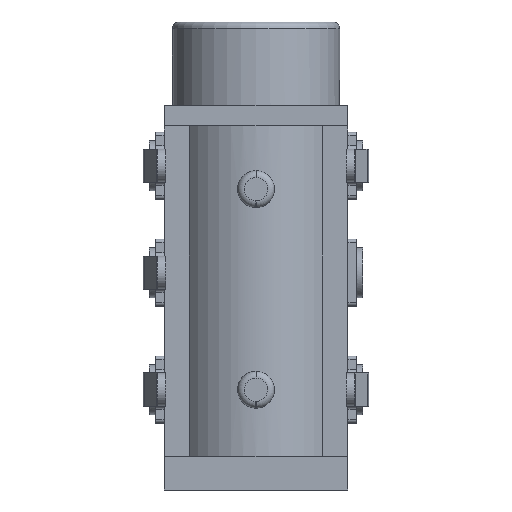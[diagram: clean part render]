
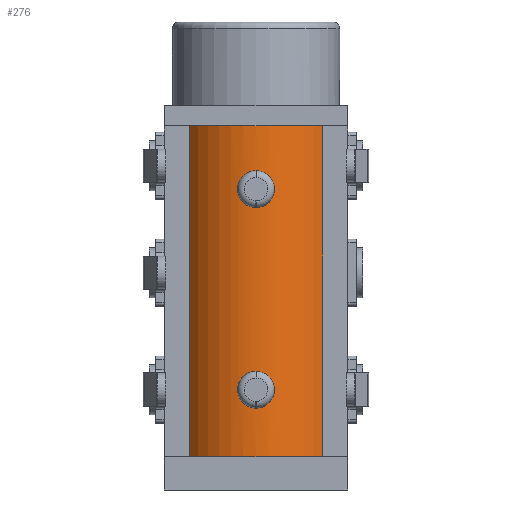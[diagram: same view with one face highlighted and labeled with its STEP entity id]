
A CAD part, front view. The second image highlights one B-rep face of the part: STEP entity #276.
In plain terms, the highlighted cylindrical face has radius 2.5 mm (diameter 5 mm), a partial arc.
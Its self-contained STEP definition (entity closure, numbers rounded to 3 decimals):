
#276=ADVANCED_FACE('',(#1358,#1359,#1360),#1361,.T.);
#1358=FACE_OUTER_BOUND('',#3044,.T.);
#1359=FACE_BOUND('',#3045,.T.);
#1360=FACE_BOUND('',#3046,.T.);
#1361=CYLINDRICAL_SURFACE('',#3047,2.5);
#3044=EDGE_LOOP('',(#6724,#6725,#6726,#6727,#6728,#6729));
#3045=EDGE_LOOP('',(#6730,#6731));
#3046=EDGE_LOOP('',(#6732,#6733));
#3047=AXIS2_PLACEMENT_3D('',#6734,#6735,#6736);
#6724=ORIENTED_EDGE('',*,*,#12676,.T.);
#6725=ORIENTED_EDGE('',*,*,#12428,.T.);
#6726=ORIENTED_EDGE('',*,*,#12673,.F.);
#6727=ORIENTED_EDGE('',*,*,#12674,.F.);
#6728=ORIENTED_EDGE('',*,*,#12670,.F.);
#6729=ORIENTED_EDGE('',*,*,#12677,.T.);
#6730=ORIENTED_EDGE('',*,*,#11615,.F.);
#6731=ORIENTED_EDGE('',*,*,#12678,.F.);
#6732=ORIENTED_EDGE('',*,*,#12679,.F.);
#6733=ORIENTED_EDGE('',*,*,#12680,.F.);
#6734=CARTESIAN_POINT('',(0.0,0.0,-0.6));
#6735=DIRECTION('',(0.0,0.0,-1.0));
#6736=DIRECTION('',(1.0,0.0,0.0));
#11615=EDGE_CURVE('',#14109,#14111,#14112,.T.);
#12428=EDGE_CURVE('',#15616,#15614,#15617,.T.);
#12670=EDGE_CURVE('',#16004,#16006,#16007,.T.);
#12673=EDGE_CURVE('',#16009,#15614,#16011,.T.);
#12674=EDGE_CURVE('',#16006,#16009,#16012,.T.);
#12676=EDGE_CURVE('',#16014,#15616,#16015,.T.);
#12677=EDGE_CURVE('',#16004,#16014,#16016,.T.);
#12678=EDGE_CURVE('',#14111,#14109,#16017,.T.);
#12679=EDGE_CURVE('',#16018,#16019,#16020,.T.);
#12680=EDGE_CURVE('',#16019,#16018,#16021,.T.);
#14109=VERTEX_POINT('',#18170);
#14111=VERTEX_POINT('',#18173);
#14112=B_SPLINE_CURVE_WITH_KNOTS('',3,(#18174,#18175,#18176,#18177,#18178,#18179,#18180,#18181,#18182,#18183,#18184,#18185,#18186,#18187,#18188,#18189,#18190,#18191),.UNSPECIFIED.,.F.,.F.,(4,1,1,1,1,1,1,1,1,1,1,1,1,1,1,4),(0.0,0.067,0.133,0.2,0.267,0.333,0.4,0.467,0.533,0.6,0.667,0.733,0.8,0.867,0.933,1.0),.UNSPECIFIED.);
#15614=VERTEX_POINT('',#20432);
#15616=VERTEX_POINT('',#20435);
#15617=LINE('',#20436,#20437);
#16004=VERTEX_POINT('',#21004);
#16006=VERTEX_POINT('',#21007);
#16007=LINE('',#21008,#21009);
#16009=VERTEX_POINT('',#21012);
#16011=CIRCLE('',#21015,2.5);
#16012=CIRCLE('',#21016,2.5);
#16014=VERTEX_POINT('',#21019);
#16015=CIRCLE('',#21020,2.5);
#16016=CIRCLE('',#21021,2.5);
#16017=B_SPLINE_CURVE_WITH_KNOTS('',3,(#21022,#21023,#21024,#21025,#21026,#21027,#21028,#21029,#21030,#21031,#21032,#21033,#21034,#21035,#21036,#21037,#21038,#21039),.UNSPECIFIED.,.F.,.F.,(4,1,1,1,1,1,1,1,1,1,1,1,1,1,1,4),(0.0,0.067,0.133,0.2,0.267,0.333,0.4,0.467,0.533,0.6,0.667,0.733,0.8,0.867,0.933,1.0),.UNSPECIFIED.);
#16018=VERTEX_POINT('',#21040);
#16019=VERTEX_POINT('',#21041);
#16020=B_SPLINE_CURVE_WITH_KNOTS('',3,(#21042,#21043,#21044,#21045,#21046,#21047,#21048,#21049,#21050,#21051,#21052,#21053,#21054,#21055,#21056,#21057,#21058,#21059),.UNSPECIFIED.,.F.,.F.,(4,1,1,1,1,1,1,1,1,1,1,1,1,1,1,4),(0.0,0.067,0.133,0.2,0.267,0.333,0.4,0.467,0.533,0.6,0.667,0.733,0.8,0.867,0.933,1.0),.UNSPECIFIED.);
#16021=B_SPLINE_CURVE_WITH_KNOTS('',3,(#21060,#21061,#21062,#21063,#21064,#21065,#21066,#21067,#21068,#21069,#21070,#21071,#21072,#21073,#21074,#21075,#21076,#21077),.UNSPECIFIED.,.F.,.F.,(4,1,1,1,1,1,1,1,1,1,1,1,1,1,1,4),(0.0,0.067,0.133,0.2,0.267,0.333,0.4,0.467,0.533,0.6,0.667,0.733,0.8,0.867,0.933,1.0),.UNSPECIFIED.);
#18170=CARTESIAN_POINT('',(0.0,-2.5,-3.05));
#18173=CARTESIAN_POINT('',(0.0,-2.5,-1.95));
#18174=CARTESIAN_POINT('',(0.0,-2.5,-3.05));
#18175=CARTESIAN_POINT('',(0.039,-2.5,-3.05));
#18176=CARTESIAN_POINT('',(0.115,-2.498,-3.042));
#18177=CARTESIAN_POINT('',(0.225,-2.491,-3.006));
#18178=CARTESIAN_POINT('',(0.326,-2.479,-2.948));
#18179=CARTESIAN_POINT('',(0.411,-2.466,-2.871));
#18180=CARTESIAN_POINT('',(0.48,-2.454,-2.777));
#18181=CARTESIAN_POINT('',(0.527,-2.444,-2.672));
#18182=CARTESIAN_POINT('',(0.551,-2.439,-2.558));
#18183=CARTESIAN_POINT('',(0.551,-2.439,-2.442));
#18184=CARTESIAN_POINT('',(0.527,-2.444,-2.328));
#18185=CARTESIAN_POINT('',(0.479,-2.454,-2.222));
#18186=CARTESIAN_POINT('',(0.411,-2.466,-2.128));
#18187=CARTESIAN_POINT('',(0.325,-2.479,-2.052));
#18188=CARTESIAN_POINT('',(0.225,-2.491,-1.994));
#18189=CARTESIAN_POINT('',(0.115,-2.498,-1.958));
#18190=CARTESIAN_POINT('',(0.039,-2.5,-1.95));
#18191=CARTESIAN_POINT('',(0.0,-2.5,-1.95));
#20432=CARTESIAN_POINT('',(-2.0,-1.5,-10.5));
#20435=CARTESIAN_POINT('',(-2.0,-1.5,-0.6));
#20436=CARTESIAN_POINT('',(-2.0,-1.5,-0.6));
#20437=VECTOR('',#25135,9.9);
#21004=CARTESIAN_POINT('',(2.0,-1.5,-0.6));
#21007=CARTESIAN_POINT('',(2.0,-1.5,-10.5));
#21008=CARTESIAN_POINT('',(2.0,-1.5,-0.6));
#21009=VECTOR('',#25497,9.9);
#21012=CARTESIAN_POINT('',(0.0,-2.5,-10.5));
#21015=AXIS2_PLACEMENT_3D('',#25500,#25501,#25502);
#21016=AXIS2_PLACEMENT_3D('',#25503,#25504,#25505);
#21019=CARTESIAN_POINT('',(0.0,-2.5,-0.6));
#21020=AXIS2_PLACEMENT_3D('',#25507,#25508,#25509);
#21021=AXIS2_PLACEMENT_3D('',#25510,#25511,#25512);
#21022=CARTESIAN_POINT('',(0.0,-2.5,-1.95));
#21023=CARTESIAN_POINT('',(-0.039,-2.5,-1.95));
#21024=CARTESIAN_POINT('',(-0.115,-2.498,-1.958));
#21025=CARTESIAN_POINT('',(-0.225,-2.491,-1.994));
#21026=CARTESIAN_POINT('',(-0.326,-2.479,-2.052));
#21027=CARTESIAN_POINT('',(-0.411,-2.466,-2.129));
#21028=CARTESIAN_POINT('',(-0.48,-2.454,-2.223));
#21029=CARTESIAN_POINT('',(-0.527,-2.444,-2.328));
#21030=CARTESIAN_POINT('',(-0.551,-2.439,-2.442));
#21031=CARTESIAN_POINT('',(-0.551,-2.439,-2.558));
#21032=CARTESIAN_POINT('',(-0.527,-2.444,-2.672));
#21033=CARTESIAN_POINT('',(-0.479,-2.454,-2.778));
#21034=CARTESIAN_POINT('',(-0.411,-2.466,-2.872));
#21035=CARTESIAN_POINT('',(-0.325,-2.479,-2.948));
#21036=CARTESIAN_POINT('',(-0.225,-2.491,-3.006));
#21037=CARTESIAN_POINT('',(-0.115,-2.498,-3.042));
#21038=CARTESIAN_POINT('',(-0.039,-2.5,-3.05));
#21039=CARTESIAN_POINT('',(0.0,-2.5,-3.05));
#21040=CARTESIAN_POINT('',(0.0,-2.5,-9.05));
#21041=CARTESIAN_POINT('',(0.0,-2.5,-7.95));
#21042=CARTESIAN_POINT('',(0.0,-2.5,-9.05));
#21043=CARTESIAN_POINT('',(0.039,-2.5,-9.05));
#21044=CARTESIAN_POINT('',(0.115,-2.498,-9.042));
#21045=CARTESIAN_POINT('',(0.225,-2.491,-9.006));
#21046=CARTESIAN_POINT('',(0.326,-2.479,-8.948));
#21047=CARTESIAN_POINT('',(0.411,-2.466,-8.871));
#21048=CARTESIAN_POINT('',(0.48,-2.454,-8.777));
#21049=CARTESIAN_POINT('',(0.527,-2.444,-8.672));
#21050=CARTESIAN_POINT('',(0.551,-2.439,-8.558));
#21051=CARTESIAN_POINT('',(0.551,-2.439,-8.442));
#21052=CARTESIAN_POINT('',(0.527,-2.444,-8.328));
#21053=CARTESIAN_POINT('',(0.479,-2.454,-8.222));
#21054=CARTESIAN_POINT('',(0.411,-2.466,-8.128));
#21055=CARTESIAN_POINT('',(0.325,-2.479,-8.052));
#21056=CARTESIAN_POINT('',(0.225,-2.491,-7.994));
#21057=CARTESIAN_POINT('',(0.115,-2.498,-7.958));
#21058=CARTESIAN_POINT('',(0.039,-2.5,-7.95));
#21059=CARTESIAN_POINT('',(0.0,-2.5,-7.95));
#21060=CARTESIAN_POINT('',(0.0,-2.5,-7.95));
#21061=CARTESIAN_POINT('',(-0.039,-2.5,-7.95));
#21062=CARTESIAN_POINT('',(-0.115,-2.498,-7.958));
#21063=CARTESIAN_POINT('',(-0.225,-2.491,-7.994));
#21064=CARTESIAN_POINT('',(-0.326,-2.479,-8.052));
#21065=CARTESIAN_POINT('',(-0.411,-2.466,-8.129));
#21066=CARTESIAN_POINT('',(-0.48,-2.454,-8.223));
#21067=CARTESIAN_POINT('',(-0.527,-2.444,-8.328));
#21068=CARTESIAN_POINT('',(-0.551,-2.439,-8.442));
#21069=CARTESIAN_POINT('',(-0.551,-2.439,-8.558));
#21070=CARTESIAN_POINT('',(-0.527,-2.444,-8.672));
#21071=CARTESIAN_POINT('',(-0.479,-2.454,-8.778));
#21072=CARTESIAN_POINT('',(-0.411,-2.466,-8.872));
#21073=CARTESIAN_POINT('',(-0.325,-2.479,-8.948));
#21074=CARTESIAN_POINT('',(-0.225,-2.491,-9.006));
#21075=CARTESIAN_POINT('',(-0.115,-2.498,-9.042));
#21076=CARTESIAN_POINT('',(-0.039,-2.5,-9.05));
#21077=CARTESIAN_POINT('',(0.0,-2.5,-9.05));
#25135=DIRECTION('',(0.0,0.0,-1.0));
#25497=DIRECTION('',(0.0,0.0,-1.0));
#25500=CARTESIAN_POINT('',(0.0,0.0,-10.5));
#25501=DIRECTION('',(0.0,0.0,-1.0));
#25502=DIRECTION('',(0.0,-1.0,0.0));
#25503=CARTESIAN_POINT('',(0.0,0.0,-10.5));
#25504=DIRECTION('',(0.0,0.0,-1.0));
#25505=DIRECTION('',(0.8,-0.6,0.0));
#25507=CARTESIAN_POINT('',(0.0,0.0,-0.6));
#25508=DIRECTION('',(0.0,0.0,-1.0));
#25509=DIRECTION('',(0.0,-1.0,0.0));
#25510=CARTESIAN_POINT('',(0.0,0.0,-0.6));
#25511=DIRECTION('',(0.0,0.0,-1.0));
#25512=DIRECTION('',(0.8,-0.6,0.0));
